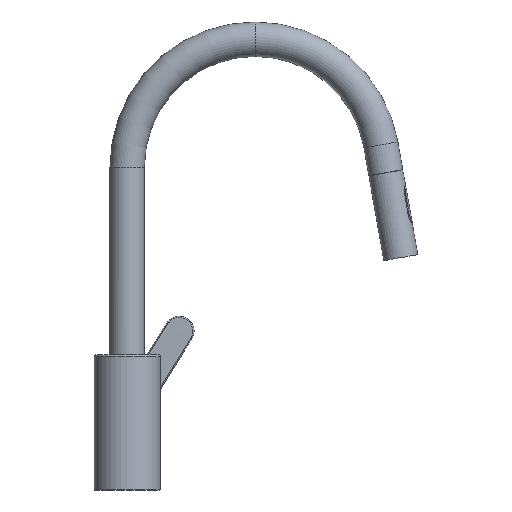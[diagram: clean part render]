
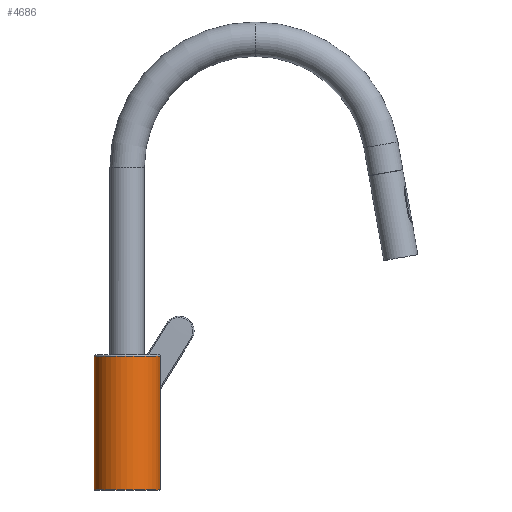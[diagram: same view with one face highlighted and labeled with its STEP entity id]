
A CAD part, front view. The second image highlights one B-rep face of the part: STEP entity #4686.
In plain terms, the highlighted cylindrical face has radius 26.8 mm (diameter 53.6 mm), a full revolution.
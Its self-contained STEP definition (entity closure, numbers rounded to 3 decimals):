
#156=CYLINDRICAL_SURFACE('',#5171,26.8);
#286=CIRCLE('',#5168,26.8);
#287=CIRCLE('',#5170,26.8);
#1258=ORIENTED_EDGE('',*,*,#2569,.F.);
#1259=ORIENTED_EDGE('',*,*,#2568,.T.);
#1260=ORIENTED_EDGE('',*,*,#2567,.T.);
#2567=EDGE_CURVE('',#3240,#3240,#286,.T.);
#2568=EDGE_CURVE('',#3241,#3241,#287,.F.);
#2569=EDGE_CURVE('',#3242,#3242,#3707,.F.);
#3240=VERTEX_POINT('',#8747);
#3241=VERTEX_POINT('',#8750);
#3242=VERTEX_POINT('',#8797);
#3707=B_SPLINE_CURVE_WITH_KNOTS('',3,(#8752,#8753,#8754,#8755,#8756,#8757,
#8758,#8759,#8760,#8761,#8762,#8763,#8764,#8765,#8766,#8767,#8768,#8769,
#8770,#8771,#8772,#8773,#8774,#8775,#8776,#8777,#8778,#8779,#8780,#8781,
#8782,#8783,#8784,#8785,#8786,#8787,#8788,#8789,#8790,#8791,#8792,#8793,
#8794,#8795,#8796),.UNSPECIFIED.,.T.,.F.,(1,1,1,1,1,1,1,1,1,1,1,1,1,1,1,
1,1,1,1,1,1,1,1,1,1,1,1,1,1,1,1,1,1,1,1,1,1,1,1,1,1,1,1,1,1,1,1,1,1),(-0.01,
-0.005,-0.003,0.,0.005,
0.008,0.01,0.015,0.02,
0.025,0.03,0.035,0.04,
0.043,0.045,0.05,0.055,
0.06,0.063,0.065,0.068,
0.071,0.076,0.078,0.081,
0.086,0.091,0.096,0.101,
0.106,0.111,0.113,0.116,
0.118,0.121,0.123,0.126,
0.131,0.136,0.141,0.146,
0.149,0.151,0.156,0.159,
0.161,0.166,0.169,0.171),
 .UNSPECIFIED.);
#4013=EDGE_LOOP('',(#1258));
#4014=EDGE_LOOP('',(#1259));
#4015=EDGE_LOOP('',(#1260));
#4328=FACE_BOUND('',#4013,.T.);
#4329=FACE_BOUND('',#4014,.T.);
#4330=FACE_BOUND('',#4015,.T.);
#4686=ADVANCED_FACE('',(#4328,#4329,#4330),#156,.T.);
#5168=AXIS2_PLACEMENT_3D('',#8746,#5683,#5684);
#5170=AXIS2_PLACEMENT_3D('',#8749,#5687,#5688);
#5171=AXIS2_PLACEMENT_3D('',#8751,#5689,#5690);
#5683=DIRECTION('',(0.,0.,-1.));
#5684=DIRECTION('',(0.,-1.,0.));
#5687=DIRECTION('',(0.,0.,-1.));
#5688=DIRECTION('',(0.,-1.,0.));
#5689=DIRECTION('',(0.,0.,-1.));
#5690=DIRECTION('',(0.,-1.,0.));
#8746=CARTESIAN_POINT('',(0.,0.,109.));
#8747=CARTESIAN_POINT('',(0.,-26.8,109.));
#8749=CARTESIAN_POINT('',(0.,0.,0.2));
#8750=CARTESIAN_POINT('',(0.,-26.8,0.2));
#8751=CARTESIAN_POINT('',(0.,0.,110.));
#8752=CARTESIAN_POINT('',(2.565,26.717,85.157));
#8753=CARTESIAN_POINT('',(-0.866,26.882,85.342));
#8754=CARTESIAN_POINT('',(-4.199,26.56,84.98));
#8755=CARTESIAN_POINT('',(-7.413,25.792,84.108));
#8756=CARTESIAN_POINT('',(-10.413,24.782,82.95));
#8757=CARTESIAN_POINT('',(-13.823,23.096,80.991));
#8758=CARTESIAN_POINT('',(-17.173,20.701,78.099));
#8759=CARTESIAN_POINT('',(-19.912,18.056,74.685));
#8760=CARTESIAN_POINT('',(-21.962,15.461,70.885));
#8761=CARTESIAN_POINT('',(-23.38,13.153,66.528));
#8762=CARTESIAN_POINT('',(-23.843,12.234,62.326));
#8763=CARTESIAN_POINT('',(-23.656,12.599,58.941));
#8764=CARTESIAN_POINT('',(-23.13,13.564,55.708));
#8765=CARTESIAN_POINT('',(-21.959,15.465,52.103));
#8766=CARTESIAN_POINT('',(-19.89,18.078,48.287));
#8767=CARTESIAN_POINT('',(-17.645,20.249,45.485));
#8768=CARTESIAN_POINT('',(-15.487,21.905,43.448));
#8769=CARTESIAN_POINT('',(-13.722,23.054,42.071));
#8770=CARTESIAN_POINT('',(-11.791,24.103,40.839));
#8771=CARTESIAN_POINT('',(-8.957,25.343,39.403));
#8772=CARTESIAN_POINT('',(-5.874,26.242,38.381));
#8773=CARTESIAN_POINT('',(-2.538,26.719,37.841));
#8774=CARTESIAN_POINT('',(0.797,26.88,37.659));
#8775=CARTESIAN_POINT('',(5.045,26.481,38.109));
#8776=CARTESIAN_POINT('',(9.722,25.122,39.654));
#8777=CARTESIAN_POINT('',(13.801,23.109,41.994));
#8778=CARTESIAN_POINT('',(17.163,20.709,44.891));
#8779=CARTESIAN_POINT('',(19.894,18.077,48.289));
#8780=CARTESIAN_POINT('',(21.609,15.905,51.457));
#8781=CARTESIAN_POINT('',(22.652,14.342,54.242));
#8782=CARTESIAN_POINT('',(23.262,13.321,56.515));
#8783=CARTESIAN_POINT('',(23.654,12.602,58.927));
#8784=CARTESIAN_POINT('',(23.796,12.328,61.47));
#8785=CARTESIAN_POINT('',(23.661,12.588,64.008));
#8786=CARTESIAN_POINT('',(23.146,13.537,67.231));
#8787=CARTESIAN_POINT('',(21.972,15.447,70.868));
#8788=CARTESIAN_POINT('',(19.916,18.051,74.677));
#8789=CARTESIAN_POINT('',(17.19,20.687,78.081));
#8790=CARTESIAN_POINT('',(14.395,22.689,80.499));
#8791=CARTESIAN_POINT('',(11.782,24.106,82.165));
#8792=CARTESIAN_POINT('',(8.996,25.329,83.581));
#8793=CARTESIAN_POINT('',(5.849,26.246,84.623));
#8794=CARTESIAN_POINT('',(2.565,26.717,85.157));
#8795=CARTESIAN_POINT('',(-0.866,26.882,85.342));
#8796=CARTESIAN_POINT('',(-4.199,26.56,84.98));
#8797=CARTESIAN_POINT('',(0.,26.8,85.25));
